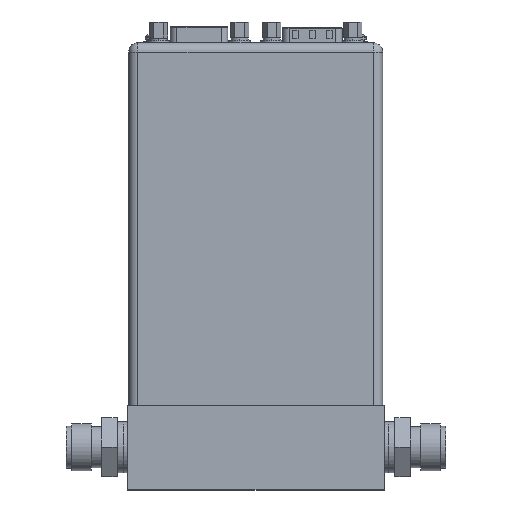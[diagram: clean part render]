
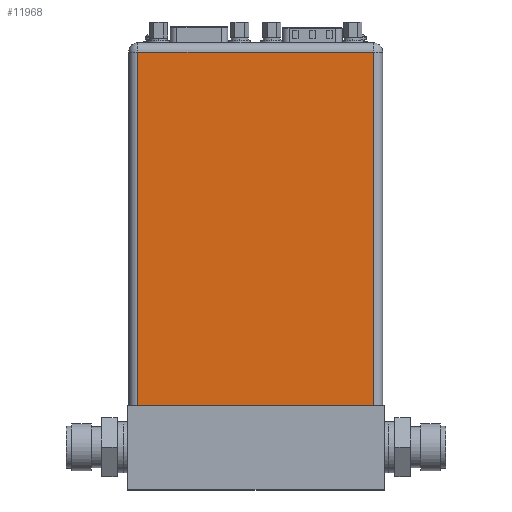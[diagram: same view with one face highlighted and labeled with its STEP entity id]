
A CAD part, top view. The second image highlights one B-rep face of the part: STEP entity #11968.
In plain terms, the highlighted planar face has unit normal (0, 0, 1).
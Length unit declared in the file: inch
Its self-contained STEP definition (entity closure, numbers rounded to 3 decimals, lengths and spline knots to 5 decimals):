
#8878=DIRECTION('',(1.,0.,0.));
#8879=VECTOR('',#8878,2.757);
#8880=CARTESIAN_POINT('',(-1.3785,0.,1.425));
#8881=LINE('',#8880,#8879);
#10258=DIRECTION('',(0.,-1.,0.));
#10259=VECTOR('',#10258,4.141);
#10260=CARTESIAN_POINT('',(1.3785,4.141,1.425));
#10261=LINE('',#10260,#10259);
#10265=DIRECTION('',(0.,-1.,0.));
#10266=VECTOR('',#10265,4.141);
#10267=CARTESIAN_POINT('',(-1.3785,4.141,1.425));
#10268=LINE('',#10267,#10266);
#10272=DIRECTION('',(1.,0.,0.));
#10273=VECTOR('',#10272,2.757);
#10274=CARTESIAN_POINT('',(-1.3785,4.141,1.425));
#10275=LINE('',#10274,#10273);
#10615=CARTESIAN_POINT('',(1.3785,0.,1.425));
#10617=VERTEX_POINT('',#10615);
#10618=CARTESIAN_POINT('',(1.3785,4.141,1.425));
#10619=VERTEX_POINT('',#10618);
#10630=CARTESIAN_POINT('',(-1.3785,0.,1.425));
#10632=VERTEX_POINT('',#10630);
#10634=CARTESIAN_POINT('',(-1.3785,4.141,1.425));
#10635=VERTEX_POINT('',#10634);
#11956=CARTESIAN_POINT('',(-1.4875,0.,1.425));
#11957=DIRECTION('',(0.,0.,1.));
#11958=DIRECTION('',(1.,0.,0.));
#11959=AXIS2_PLACEMENT_3D('',#11956,#11957,#11958);
#11960=PLANE('',#11959);
#11961=ORIENTED_EDGE('',*,*,#11949,.T.);
#11962=ORIENTED_EDGE('',*,*,#10857,.F.);
#11964=ORIENTED_EDGE('',*,*,#11963,.F.);
#11965=ORIENTED_EDGE('',*,*,#11594,.T.);
#11966=EDGE_LOOP('',(#11961,#11962,#11964,#11965));
#11967=FACE_OUTER_BOUND('',#11966,.F.);
#11968=ADVANCED_FACE('',(#11967),#11960,.T.);
#10857=EDGE_CURVE('',#10632,#10617,#8881,.T.);
#11594=EDGE_CURVE('',#10635,#10619,#10275,.T.);
#11949=EDGE_CURVE('',#10619,#10617,#10261,.T.);
#11963=EDGE_CURVE('',#10635,#10632,#10268,.T.);
